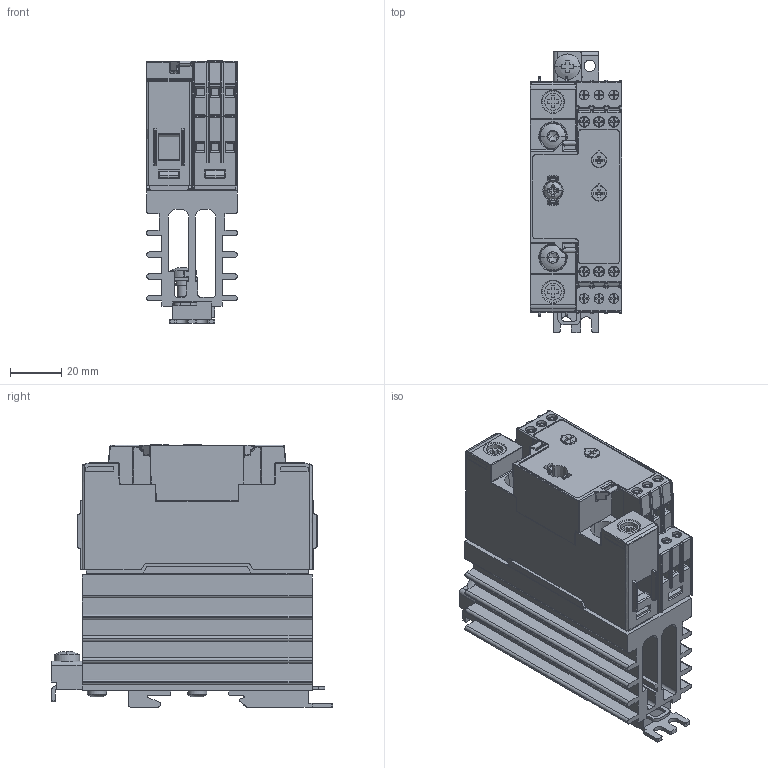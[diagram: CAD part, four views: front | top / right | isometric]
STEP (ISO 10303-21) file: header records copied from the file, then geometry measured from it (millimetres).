
FILE_DESCRIPTION((''),'2;1');
FILE_NAME('CGI1255-00-3D.stp','2015-03-24T08:35:14',(''),(''),'Mechanical Desktop 2011','Mechanical Desktop 2011',', , ');
FILE_SCHEMA(('CONFIG_CONTROL_DESIGN'));
Length unit declared in the file: millimetre
Products named in the file (2): Product; CGI1255-00
Assembly tree (2 placements, depth 2):
  Product
    CGI1255-00  x2
Bounding box: 35.8 x 110 x 102.78 mm (x, y, z)
Surface area: 143546.7 mm2
Topology: 2 solids, 14 shells, 4032 faces, 12016 edges, 8074 vertices
Faces by surface type: bspline 1774, plane 1280, cylinder 656, cone 206, torus 62, sphere 54
Entity records: 88245 total; most frequent: CARTESIAN_POINT 36660, ORIENTED_EDGE 11940, DIRECTION 9526, EDGE_CURVE 5970, VERTEX_POINT 4037, VECTOR 3260, LINE 3260, AXIS2_PLACEMENT_3D 3133
